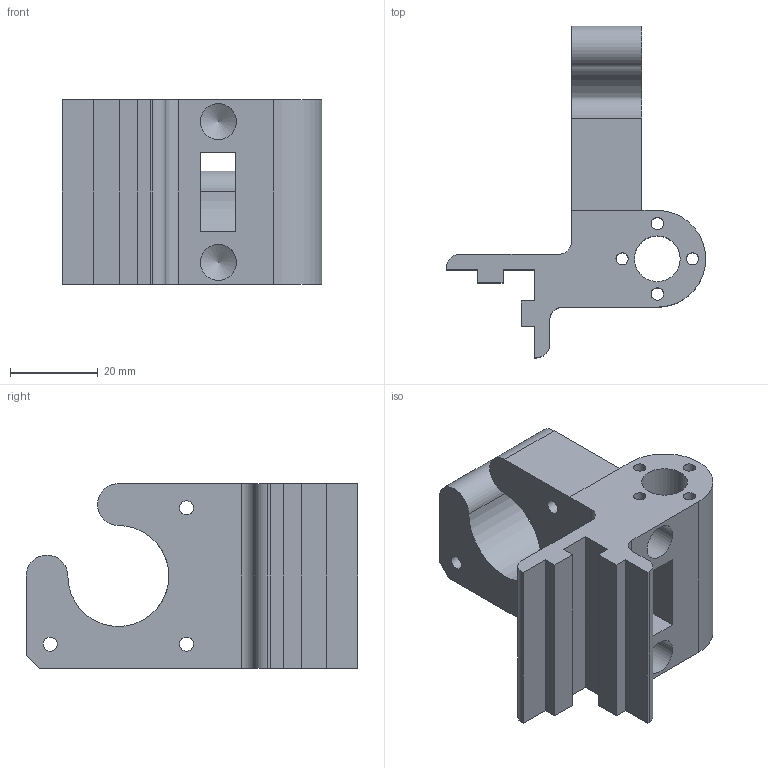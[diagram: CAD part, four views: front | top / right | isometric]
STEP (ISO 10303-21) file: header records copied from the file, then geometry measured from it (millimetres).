
FILE_DESCRIPTION(('FreeCAD Model'),'2;1');
FILE_NAME('Open CASCADE Shape Model','2021-12-21T18:20:32',('Author'),( ''),'Open CASCADE STEP processor 7.5','FreeCAD','Unknown');
FILE_SCHEMA(('AUTOMOTIVE_DESIGN { 1 0 10303 214 1 1 1 1 }'));
Length unit declared in the file: millimetre
Products named in the file (1): Chamfer
Bounding box: 59 x 75.5 x 42 mm (x, y, z)
Volume: 41064.4 mm3; surface area: 19246.7 mm2
Topology: 1 solids, 1 shells, 58 faces, 155 edges, 103 vertices
Faces by surface type: plane 33, cylinder 23, cone 2
Full cylindrical faces by diameter (mm): 2.8 x6, 3.2 x3, 6.8 x3, 8.2 x2, 10.4 x1
Entity records: 4982 total; most frequent: CARTESIAN_POINT 1831, DIRECTION 587, LINE 339, VECTOR 339, ORIENTED_EDGE 306, PCURVE 306, DEFINITIONAL_REPRESENTATION 306, EDGE_CURVE 153
